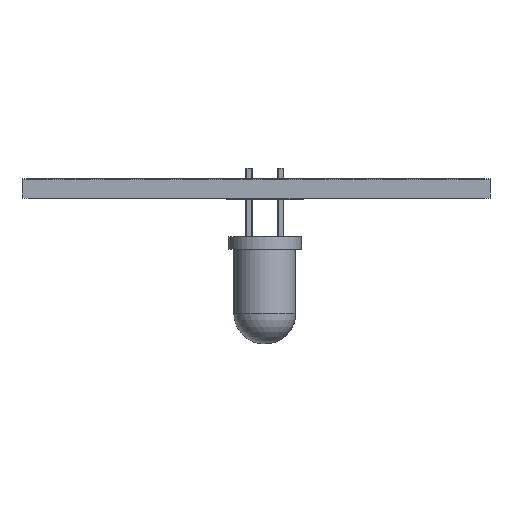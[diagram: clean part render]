
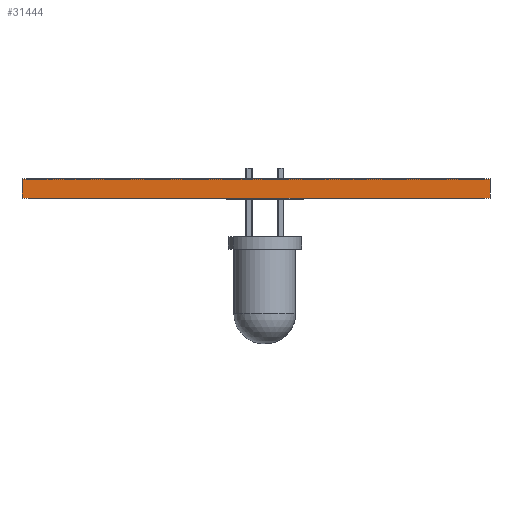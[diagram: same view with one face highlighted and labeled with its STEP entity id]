
A CAD part, front view. The second image highlights one B-rep face of the part: STEP entity #31444.
In plain terms, the highlighted planar face has unit normal (0, -1, 0).
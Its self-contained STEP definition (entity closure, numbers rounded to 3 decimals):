
#31444 = ADVANCED_FACE('',(#31445),#31479,.T.);
#31445 = FACE_BOUND('',#31446,.T.);
#31446 = EDGE_LOOP('',(#31447,#31457,#31465,#31473));
#31447 = ORIENTED_EDGE('',*,*,#31448,.T.);
#31448 = EDGE_CURVE('',#31449,#31451,#31453,.T.);
#31449 = VERTEX_POINT('',#31450);
#31450 = CARTESIAN_POINT('',(166.55,-135.61,0.));
#31451 = VERTEX_POINT('',#31452);
#31452 = CARTESIAN_POINT('',(166.55,-135.61,1.51));
#31453 = LINE('',#31454,#31455);
#31454 = CARTESIAN_POINT('',(166.55,-135.61,0.));
#31455 = VECTOR('',#31456,1.);
#31456 = DIRECTION('',(0.,0.,1.));
#31457 = ORIENTED_EDGE('',*,*,#31458,.T.);
#31458 = EDGE_CURVE('',#31451,#31459,#31461,.T.);
#31459 = VERTEX_POINT('',#31460);
#31460 = CARTESIAN_POINT('',(129.005,-135.61,1.51));
#31461 = LINE('',#31462,#31463);
#31462 = CARTESIAN_POINT('',(166.55,-135.61,1.51));
#31463 = VECTOR('',#31464,1.);
#31464 = DIRECTION('',(-1.,0.,0.));
#31465 = ORIENTED_EDGE('',*,*,#31466,.F.);
#31466 = EDGE_CURVE('',#31467,#31459,#31469,.T.);
#31467 = VERTEX_POINT('',#31468);
#31468 = CARTESIAN_POINT('',(129.005,-135.61,0.));
#31469 = LINE('',#31470,#31471);
#31470 = CARTESIAN_POINT('',(129.005,-135.61,0.));
#31471 = VECTOR('',#31472,1.);
#31472 = DIRECTION('',(0.,0.,1.));
#31473 = ORIENTED_EDGE('',*,*,#31474,.F.);
#31474 = EDGE_CURVE('',#31449,#31467,#31475,.T.);
#31475 = LINE('',#31476,#31477);
#31476 = CARTESIAN_POINT('',(166.55,-135.61,0.));
#31477 = VECTOR('',#31478,1.);
#31478 = DIRECTION('',(-1.,0.,0.));
#31479 = PLANE('',#31480);
#31480 = AXIS2_PLACEMENT_3D('',#31481,#31482,#31483);
#31481 = CARTESIAN_POINT('',(166.55,-135.61,0.));
#31482 = DIRECTION('',(0.,-1.,0.));
#31483 = DIRECTION('',(-1.,0.,0.));
